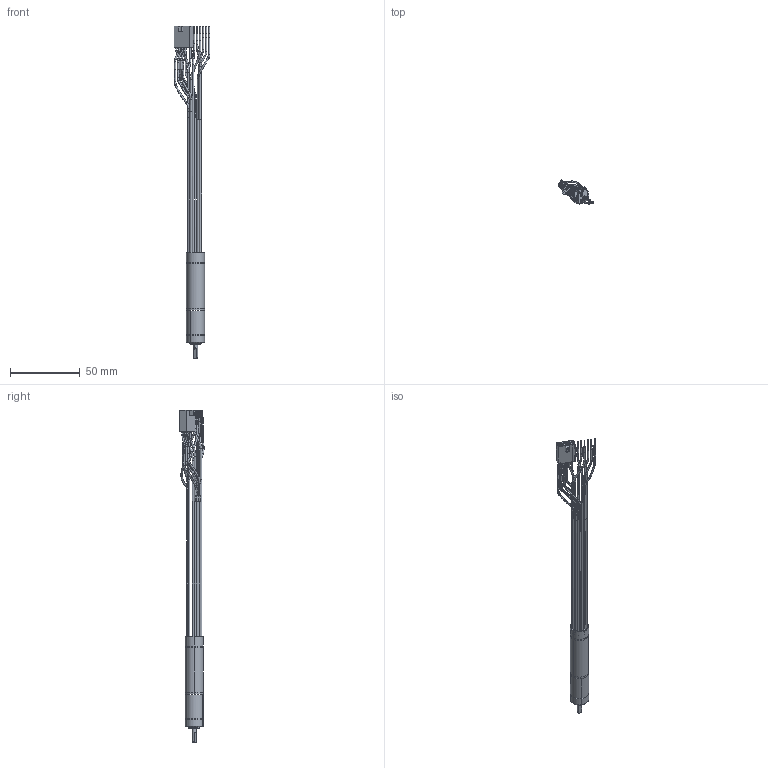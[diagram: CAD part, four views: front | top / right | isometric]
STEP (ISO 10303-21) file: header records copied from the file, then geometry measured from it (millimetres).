
FILE_DESCRIPTION((''),'2;1');
FILE_NAME('4611180000737_SW0001','2023-03-10T12:56:09',('ms27607'),(''),'CREO PARAMETRIC BY PTC INC, 2018100','CREO PARAMETRIC BY PTC INC, 2018100','');
FILE_SCHEMA(('CONFIG_CONTROL_DESIGN'));
Length unit declared in the file: millimetre
Products named in the file (1): 4611180000737_SW0001
Bounding box: 25.71 x 17.22 x 237.15 mm (x, y, z)
Surface area: 12602 mm2 (no closed solid volume)
Topology: 0 solids, 34 shells, 425 faces, 1344 edges, 937 vertices
Faces by surface type: plane 151, cylinder 149, torus 64, bspline 44, cone 17
Entity records: 17677 total; most frequent: CARTESIAN_POINT 5601, DIRECTION 2627, ORIENTED_EDGE 2334, EDGE_CURVE 1334, AXIS2_PLACEMENT_3D 980, VERTEX_POINT 937, VECTOR 667, LINE 667
